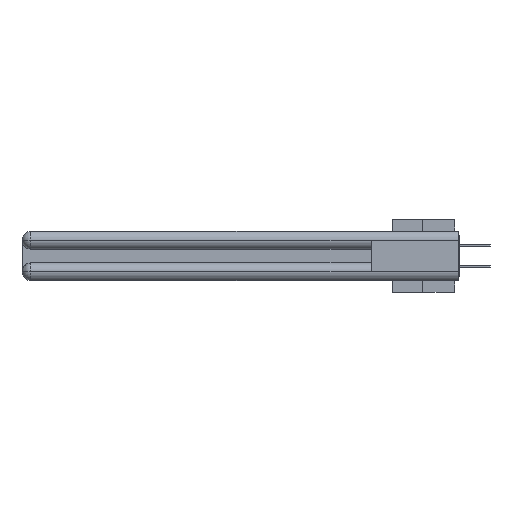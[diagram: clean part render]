
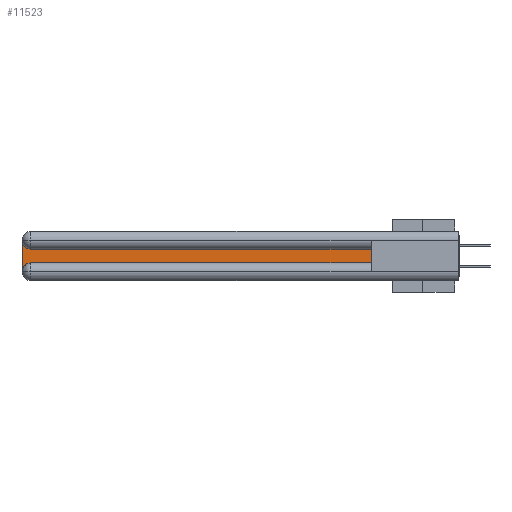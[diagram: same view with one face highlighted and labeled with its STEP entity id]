
A CAD part, left-side view. The second image highlights one B-rep face of the part: STEP entity #11523.
In plain terms, the highlighted planar face has unit normal (-1, 0, 0).
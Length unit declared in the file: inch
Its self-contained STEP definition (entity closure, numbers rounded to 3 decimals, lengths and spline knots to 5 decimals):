
#341 = DIRECTION ( 'NONE',  ( 1., 0., 0. ) ) ;
#1390 = VERTEX_POINT ( 'NONE', #30287 ) ;
#2230 = CARTESIAN_POINT ( 'NONE',  ( 0.075, 2.94, -0.0625 ) ) ;
#2540 = VERTEX_POINT ( 'NONE', #32819 ) ;
#3054 = EDGE_CURVE ( 'NONE', #22640, #17087, #34827, .T. ) ;
#5861 = FACE_OUTER_BOUND ( 'NONE', #33962, .T. ) ;
#6361 = EDGE_CURVE ( 'NONE', #17087, #26774, #17148, .T. ) ;
#7480 = ORIENTED_EDGE ( 'NONE', *, *, #13525, .T. ) ;
#8230 = CARTESIAN_POINT ( 'NONE',  ( 0.075, 3., -0.2175 ) ) ;
#8702 = ORIENTED_EDGE ( 'NONE', *, *, #3054, .T. ) ;
#9201 = DIRECTION ( 'NONE',  ( 0., 0., -1. ) ) ;
#9318 = EDGE_CURVE ( 'NONE', #1390, #22640, #38664, .T. ) ;
#9358 = DIRECTION ( 'NONE',  ( 0., 0., 1. ) ) ;
#11523 = ADVANCED_FACE ( 'NONE', ( #5861 ), #37316, .F. ) ;
#13019 = AXIS2_PLACEMENT_3D ( 'NONE', #28211, #341, #16014 ) ;
#13525 = EDGE_CURVE ( 'NONE', #26774, #17625, #19832, .T. ) ;
#14116 = EDGE_CURVE ( 'NONE', #2540, #1390, #14451, .T. ) ;
#14451 = LINE ( 'NONE', #39538, #36279 ) ;
#14743 = ORIENTED_EDGE ( 'NONE', *, *, #14116, .T. ) ;
#14927 = VECTOR ( 'NONE', #24070, 39.37008 ) ;
#15135 = DIRECTION ( 'NONE',  ( 0., 0., -1. ) ) ;
#15142 = CARTESIAN_POINT ( 'NONE',  ( 0.075, 0.6, -0.1225 ) ) ;
#15922 = VECTOR ( 'NONE', #21262, 39.37008 ) ;
#16014 = DIRECTION ( 'NONE',  ( 0., 0., -1. ) ) ;
#16295 = CARTESIAN_POINT ( 'NONE',  ( 0.075, 2.94, -0.1225 ) ) ;
#17087 = VERTEX_POINT ( 'NONE', #16295 ) ;
#17148 = CIRCLE ( 'NONE', #34690, 0.06 ) ;
#17625 = VERTEX_POINT ( 'NONE', #24838 ) ;
#19181 = ORIENTED_EDGE ( 'NONE', *, *, #6361, .T. ) ;
#19832 = LINE ( 'NONE', #8230, #15922 ) ;
#21020 = DIRECTION ( 'NONE',  ( 1., 0., 0. ) ) ;
#21262 = DIRECTION ( 'NONE',  ( 0., 0., -1. ) ) ;
#22640 = VERTEX_POINT ( 'NONE', #26191 ) ;
#24070 = DIRECTION ( 'NONE',  ( 0., 1., 0. ) ) ;
#24129 = CARTESIAN_POINT ( 'NONE',  ( 0.075, 3., -0.0625 ) ) ;
#24838 = CARTESIAN_POINT ( 'NONE',  ( 0.075, 3., -0.2775 ) ) ;
#25936 = ORIENTED_EDGE ( 'NONE', *, *, #9318, .T. ) ;
#26191 = CARTESIAN_POINT ( 'NONE',  ( 0.075, 0.6, -0.1225 ) ) ;
#26757 = DIRECTION ( 'NONE',  ( 0., -1., 0. ) ) ;
#26774 = VERTEX_POINT ( 'NONE', #24129 ) ;
#27115 = CIRCLE ( 'NONE', #39589, 0.06 ) ;
#27608 = CARTESIAN_POINT ( 'NONE',  ( 0.075, 2.94, -0.2775 ) ) ;
#28211 = CARTESIAN_POINT ( 'NONE',  ( 0.075, 3., -0.1225 ) ) ;
#29410 = VECTOR ( 'NONE', #9358, 39.37008 ) ;
#30287 = CARTESIAN_POINT ( 'NONE',  ( 0.075, 0.6, -0.2175 ) ) ;
#31269 = ORIENTED_EDGE ( 'NONE', *, *, #34200, .T. ) ;
#31320 = CARTESIAN_POINT ( 'NONE',  ( 0.075, 0.6, -0.2175 ) ) ;
#32819 = CARTESIAN_POINT ( 'NONE',  ( 0.075, 2.94, -0.2175 ) ) ;
#33962 = EDGE_LOOP ( 'NONE', ( #8702, #19181, #7480, #31269, #14743, #25936 ) ) ;
#34200 = EDGE_CURVE ( 'NONE', #17625, #2540, #27115, .T. ) ;
#34690 = AXIS2_PLACEMENT_3D ( 'NONE', #2230, #21020, #9201 ) ;
#34827 = LINE ( 'NONE', #15142, #14927 ) ;
#36279 = VECTOR ( 'NONE', #26757, 39.37008 ) ;
#36567 = DIRECTION ( 'NONE',  ( 1., 0., 0. ) ) ;
#37316 = PLANE ( 'NONE',  #13019 ) ;
#38664 = LINE ( 'NONE', #31320, #29410 ) ;
#39538 = CARTESIAN_POINT ( 'NONE',  ( 0.075, 0.6, -0.2175 ) ) ;
#39589 = AXIS2_PLACEMENT_3D ( 'NONE', #27608, #36567, #15135 ) ;
